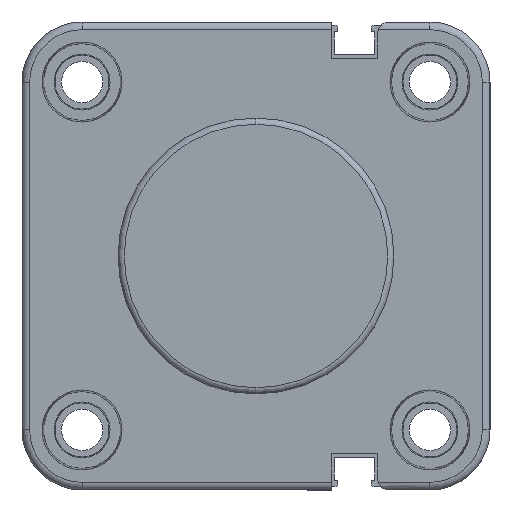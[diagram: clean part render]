
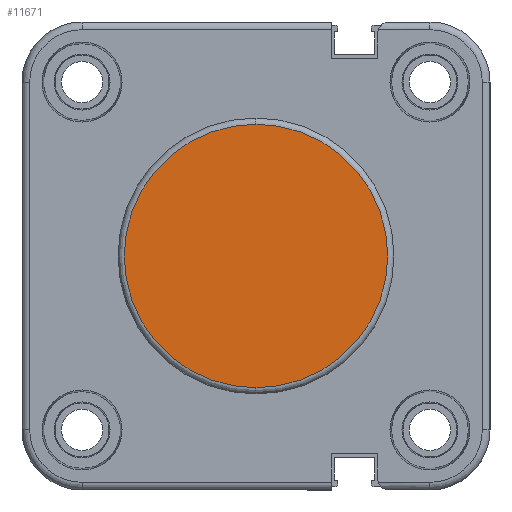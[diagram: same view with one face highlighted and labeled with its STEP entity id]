
A CAD part, left-side view. The second image highlights one B-rep face of the part: STEP entity #11671.
In plain terms, the highlighted planar face has unit normal (-1, 0, 0).
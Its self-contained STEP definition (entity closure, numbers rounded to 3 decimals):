
#442 = FACE_OUTER_BOUND ( 'NONE', #15225, .T. ) ;
#3601 = DIRECTION ( 'NONE',  ( -1., 0., 0. ) ) ;
#5583 = PLANE ( 'NONE',  #12307 ) ;
#7329 = DIRECTION ( 'NONE',  ( 0., 0., 1. ) ) ;
#7712 = ORIENTED_EDGE ( 'NONE', *, *, #22136, .T. ) ;
#8382 = CARTESIAN_POINT ( 'NONE',  ( -37.136, 59.863, 66.492 ) ) ;
#9170 = AXIS2_PLACEMENT_3D ( 'NONE', #17543, #25478, #20378 ) ;
#10011 = DIRECTION ( 'NONE',  ( -1., 0., 0. ) ) ;
#10567 = CARTESIAN_POINT ( 'NONE',  ( -37.136, 59.863, 87.892 ) ) ;
#11671 = ADVANCED_FACE ( 'NONE', ( #442 ), #5583, .T. ) ;
#12307 = AXIS2_PLACEMENT_3D ( 'NONE', #8382, #3601, #18438 ) ;
#15225 = EDGE_LOOP ( 'NONE', ( #7712, #26885 ) ) ;
#17543 = CARTESIAN_POINT ( 'NONE',  ( -37.136, 59.863, 66.492 ) ) ;
#18438 = DIRECTION ( 'NONE',  ( 0., 0., 1. ) ) ;
#19156 = CIRCLE ( 'NONE', #9170, 21.4 ) ;
#20378 = DIRECTION ( 'NONE',  ( 0., 0., 1. ) ) ;
#20754 = AXIS2_PLACEMENT_3D ( 'NONE', #24992, #10011, #7329 ) ;
#22103 = EDGE_CURVE ( 'NONE', #26441, #24428, #27608, .T. ) ;
#22136 = EDGE_CURVE ( 'NONE', #24428, #26441, #19156, .T. ) ;
#24428 = VERTEX_POINT ( 'NONE', #10567 ) ;
#24816 = CARTESIAN_POINT ( 'NONE',  ( -37.136, 59.863, 45.092 ) ) ;
#24992 = CARTESIAN_POINT ( 'NONE',  ( -37.136, 59.863, 66.492 ) ) ;
#25478 = DIRECTION ( 'NONE',  ( -1., 0., 0. ) ) ;
#26441 = VERTEX_POINT ( 'NONE', #24816 ) ;
#26885 = ORIENTED_EDGE ( 'NONE', *, *, #22103, .T. ) ;
#27608 = CIRCLE ( 'NONE', #20754, 21.4 ) ;
